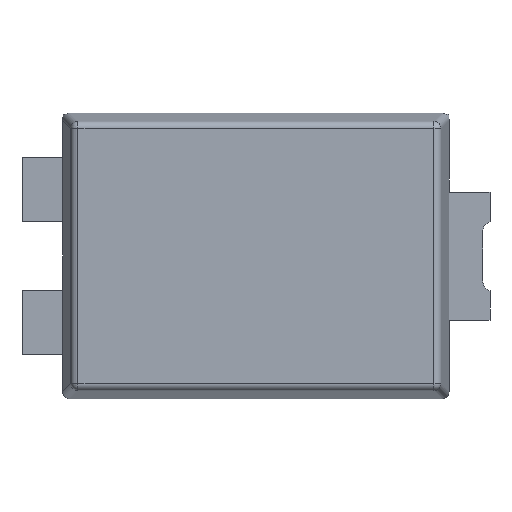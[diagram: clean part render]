
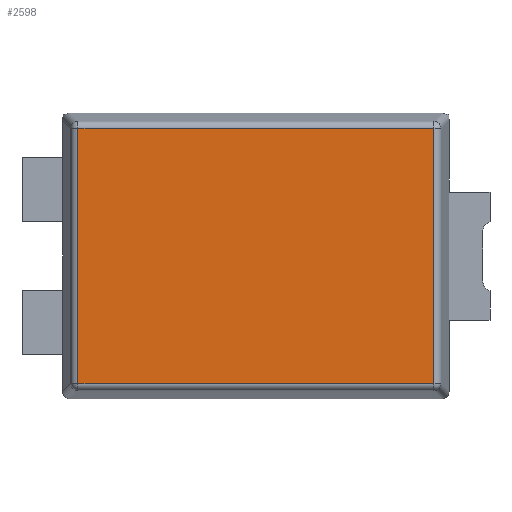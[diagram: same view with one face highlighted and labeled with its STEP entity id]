
A CAD part, front view. The second image highlights one B-rep face of the part: STEP entity #2598.
In plain terms, the highlighted planar face has unit normal (0, -1, 0).
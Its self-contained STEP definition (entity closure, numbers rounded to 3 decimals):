
#125=PLANE('',#2829);
#308=LINE('',#4182,#571);
#309=LINE('',#4185,#572);
#310=LINE('',#4187,#573);
#311=LINE('',#4189,#574);
#571=VECTOR('',#3343,1000.);
#572=VECTOR('',#3344,1000.);
#573=VECTOR('',#3345,1000.);
#574=VECTOR('',#3346,1000.);
#1050=ORIENTED_EDGE('',*,*,#1674,.T.);
#1051=ORIENTED_EDGE('',*,*,#1675,.T.);
#1052=ORIENTED_EDGE('',*,*,#1676,.T.);
#1053=ORIENTED_EDGE('',*,*,#1677,.T.);
#1674=EDGE_CURVE('',#2007,#2008,#308,.F.);
#1675=EDGE_CURVE('',#2008,#2009,#309,.F.);
#1676=EDGE_CURVE('',#2009,#2010,#310,.F.);
#1677=EDGE_CURVE('',#2010,#2007,#311,.F.);
#2007=VERTEX_POINT('',#4183);
#2008=VERTEX_POINT('',#4184);
#2009=VERTEX_POINT('',#4186);
#2010=VERTEX_POINT('',#4188);
#2265=EDGE_LOOP('',(#1050,#1051,#1052,#1053));
#2406=FACE_BOUND('',#2265,.T.);
#2598=ADVANCED_FACE('',(#2406),#125,.F.);
#2829=AXIS2_PLACEMENT_3D('',#4181,#3341,#3342);
#3341=DIRECTION('',(0.,1.,0.));
#3342=DIRECTION('',(0.,0.,1.));
#3343=DIRECTION('',(0.,0.,1.));
#3344=DIRECTION('',(-1.,0.,0.));
#3345=DIRECTION('',(0.,0.,-1.));
#3346=DIRECTION('',(1.,0.,0.));
#4181=CARTESIAN_POINT('',(-0.896,-0.72,-0.56));
#4182=CARTESIAN_POINT('',(-0.685,-0.72,-0.433));
#4183=CARTESIAN_POINT('',(-0.685,-0.72,3.199));
#4184=CARTESIAN_POINT('',(-0.685,-0.72,-0.349));
#4185=CARTESIAN_POINT('',(4.347,-0.72,-0.349));
#4186=CARTESIAN_POINT('',(4.263,-0.72,-0.349));
#4187=CARTESIAN_POINT('',(4.263,-0.72,3.283));
#4188=CARTESIAN_POINT('',(4.263,-0.72,3.199));
#4189=CARTESIAN_POINT('',(-0.769,-0.72,3.199));
